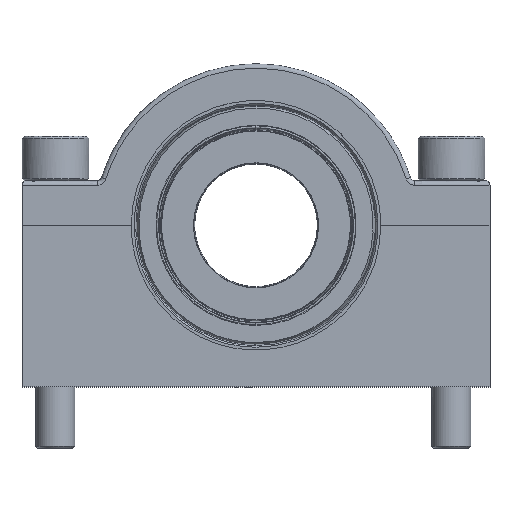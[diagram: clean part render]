
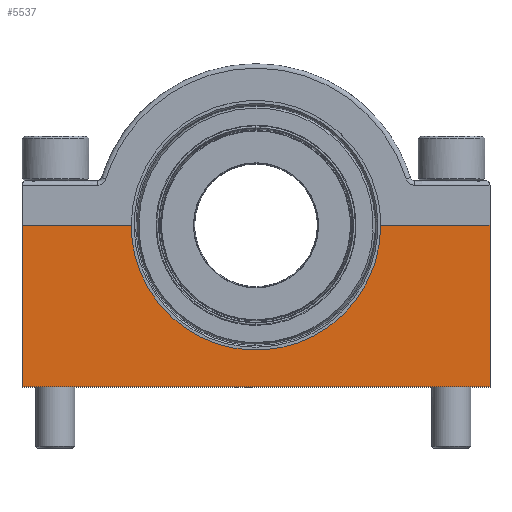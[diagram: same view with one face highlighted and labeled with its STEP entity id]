
A CAD part, top view. The second image highlights one B-rep face of the part: STEP entity #5537.
In plain terms, the highlighted free-form (B-spline) face has degree [1, 1] with [2, 2] control points.
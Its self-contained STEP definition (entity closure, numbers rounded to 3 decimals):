
#5229 = EDGE_CURVE('',#5230,#5232,#5234,.T.);
#5230 = VERTEX_POINT('',#5231);
#5231 = CARTESIAN_POINT('',(61.657,0.,24.773));
#5232 = VERTEX_POINT('',#5233);
#5233 = CARTESIAN_POINT('',(-61.657,0.,
    24.773));
#5234 = ( BOUNDED_CURVE() B_SPLINE_CURVE(2,(#5235,#5236,#5237,#5238,
#5239),.UNSPECIFIED.,.F.,.F.) B_SPLINE_CURVE_WITH_KNOTS((3,2,3),(0.,
1.571,3.142),.PIECEWISE_BEZIER_KNOTS.) CURVE() 
GEOMETRIC_REPRESENTATION_ITEM() RATIONAL_B_SPLINE_CURVE((1.,
0.707,1.,0.707,1.)) REPRESENTATION_ITEM('') );
#5235 = CARTESIAN_POINT('',(61.657,0.,24.773));
#5236 = CARTESIAN_POINT('',(61.657,-61.657,
    24.773));
#5237 = CARTESIAN_POINT('',(0.,-61.657,
    24.773));
#5238 = CARTESIAN_POINT('',(-61.657,-61.657,
    24.773));
#5239 = CARTESIAN_POINT('',(-61.657,0.,
    24.773));
#5287 = VERTEX_POINT('',#5288);
#5288 = CARTESIAN_POINT('',(-115.608,-79.824,
    24.773));
#5293 = EDGE_CURVE('',#5294,#5287,#5296,.T.);
#5294 = VERTEX_POINT('',#5295);
#5295 = CARTESIAN_POINT('',(-115.608,0.,
    24.773));
#5296 = B_SPLINE_CURVE_WITH_KNOTS('',1,(#5297,#5298),.UNSPECIFIED.,.F.,
  .F.,(2,2),(-72.5,-0.),.PIECEWISE_BEZIER_KNOTS.);
#5297 = CARTESIAN_POINT('',(-115.608,0.,
    24.773));
#5298 = CARTESIAN_POINT('',(-115.608,-79.824,
    24.773));
#5343 = VERTEX_POINT('',#5344);
#5344 = CARTESIAN_POINT('',(115.608,-79.824,
    24.773));
#5349 = EDGE_CURVE('',#5287,#5343,#5350,.T.);
#5350 = B_SPLINE_CURVE_WITH_KNOTS('',1,(#5351,#5352),.UNSPECIFIED.,.F.,
  .F.,(2,2),(-210.,0.),.PIECEWISE_BEZIER_KNOTS.);
#5351 = CARTESIAN_POINT('',(-115.608,-79.824,
    24.773));
#5352 = CARTESIAN_POINT('',(115.608,-79.824,
    24.773));
#5371 = VERTEX_POINT('',#5372);
#5372 = CARTESIAN_POINT('',(115.608,0.,
    24.773));
#5377 = EDGE_CURVE('',#5343,#5371,#5378,.T.);
#5378 = B_SPLINE_CURVE_WITH_KNOTS('',1,(#5379,#5380),.UNSPECIFIED.,.F.,
  .F.,(2,2),(-72.5,0.),.PIECEWISE_BEZIER_KNOTS.);
#5379 = CARTESIAN_POINT('',(115.608,-79.824,
    24.773));
#5380 = CARTESIAN_POINT('',(115.608,0.,
    24.773));
#5417 = EDGE_CURVE('',#5371,#5230,#5418,.T.);
#5418 = B_SPLINE_CURVE_WITH_KNOTS('',1,(#5419,#5420),.UNSPECIFIED.,.F.,
  .F.,(2,2),(-49.,0.),.PIECEWISE_BEZIER_KNOTS.);
#5419 = CARTESIAN_POINT('',(115.608,0.,
    24.773));
#5420 = CARTESIAN_POINT('',(61.657,0.,
    24.773));
#5528 = EDGE_CURVE('',#5232,#5294,#5529,.T.);
#5529 = B_SPLINE_CURVE_WITH_KNOTS('',1,(#5530,#5531),.UNSPECIFIED.,.F.,
  .F.,(2,2),(-49.,0.),.PIECEWISE_BEZIER_KNOTS.);
#5530 = CARTESIAN_POINT('',(-61.657,0.,
    24.773));
#5531 = CARTESIAN_POINT('',(-115.608,0.,
    24.773));
#5537 = ADVANCED_FACE('',(#5538),#5546,.T.);
#5538 = FACE_BOUND('',#5539,.T.);
#5539 = EDGE_LOOP('',(#5540,#5541,#5542,#5543,#5544,#5545));
#5540 = ORIENTED_EDGE('',*,*,#5293,.T.);
#5541 = ORIENTED_EDGE('',*,*,#5349,.T.);
#5542 = ORIENTED_EDGE('',*,*,#5377,.T.);
#5543 = ORIENTED_EDGE('',*,*,#5417,.T.);
#5544 = ORIENTED_EDGE('',*,*,#5229,.T.);
#5545 = ORIENTED_EDGE('',*,*,#5528,.T.);
#5546 = B_SPLINE_SURFACE_WITH_KNOTS('',1,1,(
    (#5547,#5548)
    ,(#5549,#5550
    )),.UNSPECIFIED.,.F.,.F.,.F.,(2,2),(2,2),(-105.,105.),(-72.5,0.),
  .PIECEWISE_BEZIER_KNOTS.);
#5547 = CARTESIAN_POINT('',(-115.608,-79.824,
    24.773));
#5548 = CARTESIAN_POINT('',(-115.608,0.,24.773));
#5549 = CARTESIAN_POINT('',(115.608,-79.824,
    24.773));
#5550 = CARTESIAN_POINT('',(115.608,0.,24.773));
